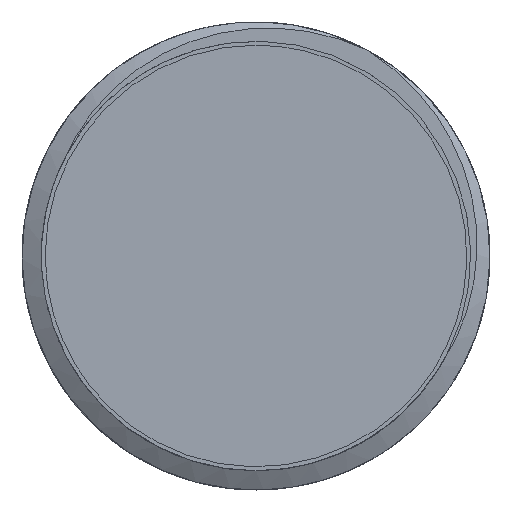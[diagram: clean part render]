
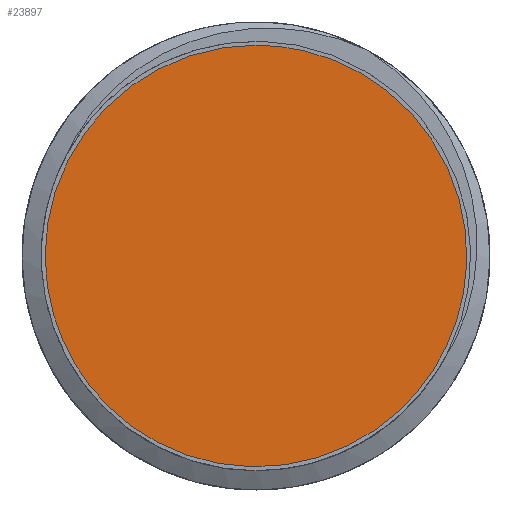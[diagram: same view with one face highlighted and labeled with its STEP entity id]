
A CAD part, left-side view. The second image highlights one B-rep face of the part: STEP entity #23897.
In plain terms, the highlighted free-form (B-spline) face has degree [1, 1] with [2, 2] control points.
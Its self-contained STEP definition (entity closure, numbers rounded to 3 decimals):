
#23868=CARTESIAN_POINT('',(16.855,0.,5.4));
#23869=VERTEX_POINT('',#23868);
#23875=CARTESIAN_POINT('',(16.855,0.,5.4));
#23876=CARTESIAN_POINT('',(16.855,9.353,5.4));
#23877=CARTESIAN_POINT('',(16.855,4.677,-2.7));
#23878=CARTESIAN_POINT('',(16.855,0.,-10.8));
#23879=CARTESIAN_POINT('',(16.855,-4.677,-2.7));
#23880=CARTESIAN_POINT('',(16.855,-9.353,5.4));
#23881=CARTESIAN_POINT('',(16.855,0.,5.4));
#23882=(BOUNDED_CURVE()B_SPLINE_CURVE(2,(#23875,#23876,#23877,#23878,#23879,#23880,#23881),.CIRCULAR_ARC.,.T.,.U.)B_SPLINE_CURVE_WITH_KNOTS((3,2,2,3),(0.,0.333,0.667,1.),.UNSPECIFIED.)CURVE()GEOMETRIC_REPRESENTATION_ITEM()RATIONAL_B_SPLINE_CURVE((1.,0.5,1.,0.5,1.,0.5,1.))REPRESENTATION_ITEM(''));
#23883=EDGE_CURVE('',#23869,#23869,#23882,.T.);
#23889=CARTESIAN_POINT('',(16.855,-10.288,-11.735));
#23890=CARTESIAN_POINT('',(16.855,10.288,-11.735));
#23891=CARTESIAN_POINT('',(16.855,-10.288,8.841));
#23892=CARTESIAN_POINT('',(16.855,10.288,8.841));
#23893=B_SPLINE_SURFACE_WITH_KNOTS('',1,1,((#23889,#23890),(#23891,#23892)),.PLANE_SURF.,.F.,.F.,.U.,(2,2),(2,2),(0.,1.),(0.,1.),.UNSPECIFIED.);
#23894=ORIENTED_EDGE('',*,*,#23883,.T.);
#23895=EDGE_LOOP('',(#23894));
#23896=FACE_OUTER_BOUND('',#23895,.T.);
#23897=ADVANCED_FACE('',(#23896),#23893,.T.);
